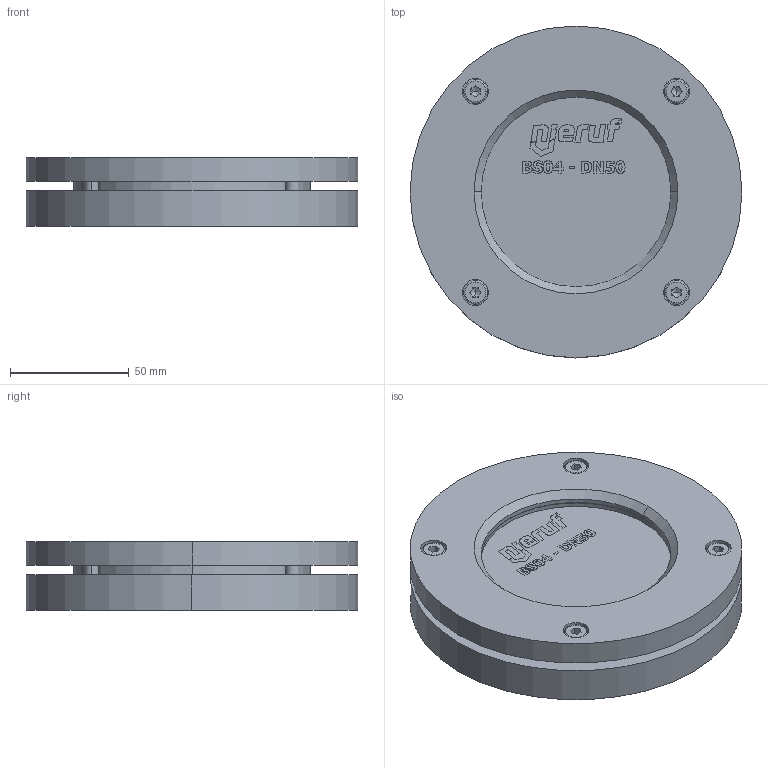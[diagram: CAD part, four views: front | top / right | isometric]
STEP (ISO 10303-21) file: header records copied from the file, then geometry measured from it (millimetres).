
FILE_DESCRIPTION (( 'STEP AP214' ), '1' );
FILE_NAME ('BS04_08_Behälter-Schauglas.STEP', '2020-07-14T13:02:17', ( '' ), ( '' ), 'SwSTEP 2.0', 'SolidWorks 2020', '' );
FILE_SCHEMA (( 'AUTOMOTIVE_DESIGN' ));
Length unit declared in the file: millimetre
Products named in the file (1): BS04_08_Behälter-Schauglas
Bounding box: 140 x 140 x 29 mm (x, y, z)
Volume: 312108.2 mm3; surface area: 95702.7 mm2
Topology: 9 solids, 9 shells, 440 faces, 1096 edges, 700 vertices
Faces by surface type: plane 221, cylinder 100, bspline 75, cone 28, torus 16
Entity records: 20880 total; most frequent: CARTESIAN_POINT 5776, ORIENTED_EDGE 2160, DIRECTION 1930, EDGE_CURVE 1080, VERTEX_POINT 700, LINE 662, VECTOR 662, AXIS2_PLACEMENT_3D 634
